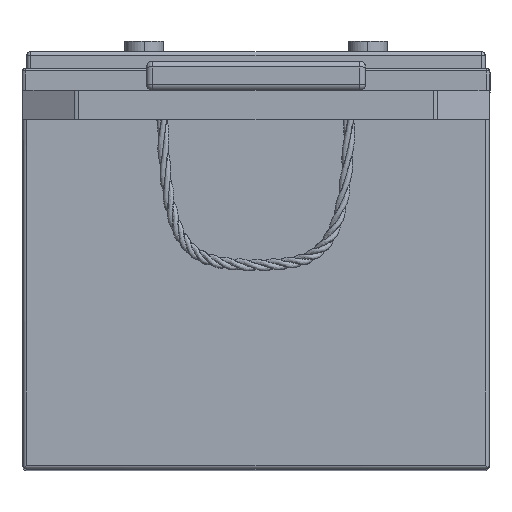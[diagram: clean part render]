
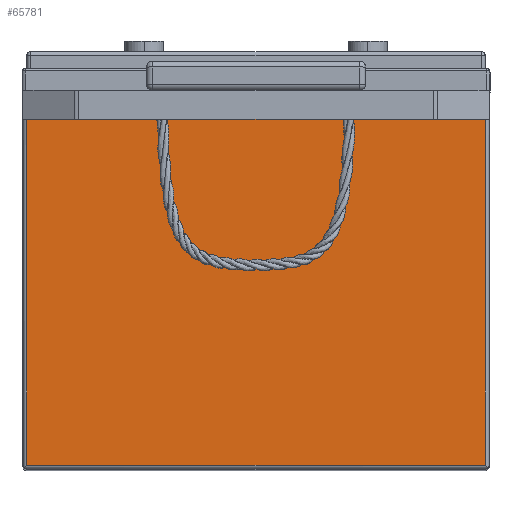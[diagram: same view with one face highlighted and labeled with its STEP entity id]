
A CAD part, top view. The second image highlights one B-rep face of the part: STEP entity #65781.
In plain terms, the highlighted planar face has unit normal (0, 0, 1).
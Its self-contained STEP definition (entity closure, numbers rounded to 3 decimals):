
#602 = ORIENTED_EDGE ( 'NONE', *, *, #61461, .T. ) ;
#1050 = CARTESIAN_POINT ( 'NONE',  ( 118., -95.5, 245. ) ) ;
#13809 = CARTESIAN_POINT ( 'NONE',  ( 0., -95.5, 245. ) ) ;
#14850 = DIRECTION ( 'NONE',  ( 0., 1., 0. ) ) ;
#21656 = CARTESIAN_POINT ( 'NONE',  ( -120., 82.5, 245. ) ) ;
#29671 = VERTEX_POINT ( 'NONE', #70851 ) ;
#32215 = DIRECTION ( 'NONE',  ( 0., -1., 0. ) ) ;
#32508 = VERTEX_POINT ( 'NONE', #90532 ) ;
#33883 = VECTOR ( 'NONE', #14850, 1000. ) ;
#35484 = ORIENTED_EDGE ( 'NONE', *, *, #64028, .T. ) ;
#36605 = CARTESIAN_POINT ( 'NONE',  ( 118., 0., 245. ) ) ;
#42639 = DIRECTION ( 'NONE',  ( -1., 0., 0. ) ) ;
#43431 = DIRECTION ( 'NONE',  ( -1., 0., 0. ) ) ;
#48450 = ORIENTED_EDGE ( 'NONE', *, *, #112733, .T. ) ;
#53664 = AXIS2_PLACEMENT_3D ( 'NONE', #96008, #138715, #43431 ) ;
#61461 = EDGE_CURVE ( 'NONE', #67998, #32508, #95218, .T. ) ;
#63570 = ORIENTED_EDGE ( 'NONE', *, *, #91119, .T. ) ;
#64028 = EDGE_CURVE ( 'NONE', #32508, #29671, #107247, .T. ) ;
#64287 = EDGE_LOOP ( 'NONE', ( #48450, #63570, #602, #35484 ) ) ;
#65781 = ADVANCED_FACE ( 'NONE', ( #108857 ), #128275, .F. ) ;
#67998 = VERTEX_POINT ( 'NONE', #96398 ) ;
#70851 = CARTESIAN_POINT ( 'NONE',  ( -118., -95.5, 245. ) ) ;
#70984 = VECTOR ( 'NONE', #32215, 1000. ) ;
#89519 = LINE ( 'NONE', #13809, #94520 ) ;
#90532 = CARTESIAN_POINT ( 'NONE',  ( -118., 82.5, 245. ) ) ;
#91119 = EDGE_CURVE ( 'NONE', #104708, #67998, #132619, .T. ) ;
#94520 = VECTOR ( 'NONE', #132262, 1000. ) ;
#95001 = VECTOR ( 'NONE', #42639, 1000. ) ;
#95218 = LINE ( 'NONE', #21656, #95001 ) ;
#96008 = CARTESIAN_POINT ( 'NONE',  ( 0., 0., 245. ) ) ;
#96398 = CARTESIAN_POINT ( 'NONE',  ( 118., 82.5, 245. ) ) ;
#104708 = VERTEX_POINT ( 'NONE', #1050 ) ;
#107247 = LINE ( 'NONE', #128985, #70984 ) ;
#108857 = FACE_OUTER_BOUND ( 'NONE', #64287, .T. ) ;
#112733 = EDGE_CURVE ( 'NONE', #29671, #104708, #89519, .T. ) ;
#128275 = PLANE ( 'NONE',  #53664 ) ;
#128985 = CARTESIAN_POINT ( 'NONE',  ( -118., 0., 245. ) ) ;
#132262 = DIRECTION ( 'NONE',  ( 1., 0., 0. ) ) ;
#132619 = LINE ( 'NONE', #36605, #33883 ) ;
#138715 = DIRECTION ( 'NONE',  ( 0., 0., -1. ) ) ;
